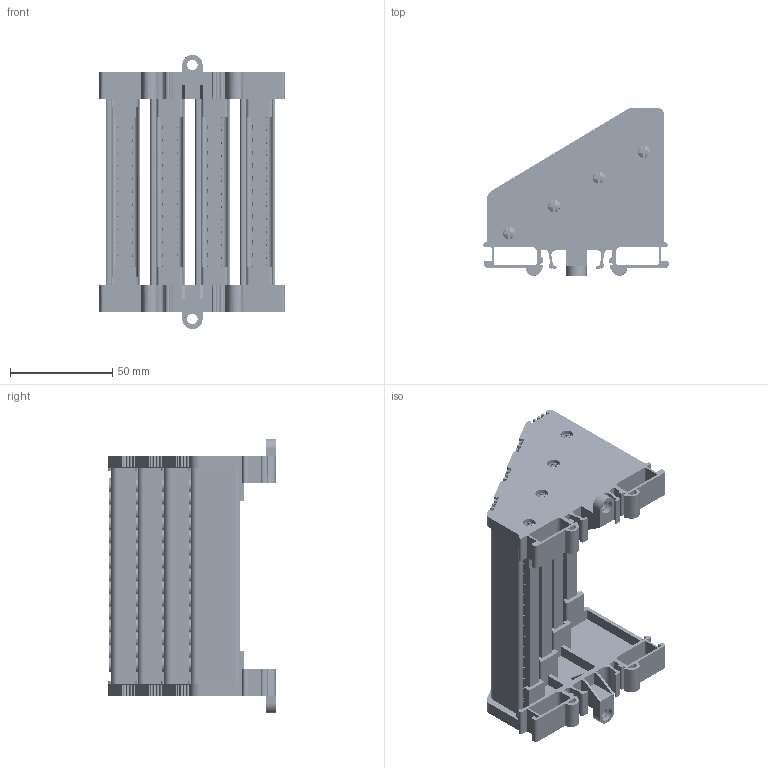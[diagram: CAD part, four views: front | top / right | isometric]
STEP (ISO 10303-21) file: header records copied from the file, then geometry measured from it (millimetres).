
FILE_DESCRIPTION (( 'STEP AP203' ), '1' );
FILE_NAME ('6,5x9 Dört Kutuplu Daðýtýcý Ünite - 15 Delikli ( Yüksek Tip).STEP', '2019-01-23T06:23:05', ( '' ), ( '' ), 'SwSTEP 2.0', 'SolidWorks 2011', '' );
FILE_SCHEMA (( 'CONFIG_CONTROL_DESIGN' ));
Products named in the file (1): 6,5x9 Dört Kutuplu Daðýtýcý Ünite - 15 Delikli ( Yüksek Tip)
Bounding box: 90.84 x 82.3 x 134.38 mm (x, y, z)
Volume: 127506.7 mm3; surface area: 116208.5 mm2
Topology: 1 solids, 11 shells, 4382 faces, 13423 edges, 9267 vertices
Faces by surface type: plane 2108, cylinder 1247, cone 872, torus 139, bspline 16
Entity records: 209778 total; most frequent: CARTESIAN_POINT 102400, ORIENTED_EDGE 26846, DIRECTION 15401, EDGE_CURVE 13423, VERTEX_POINT 9267, B_SPLINE_CURVE_WITH_KNOTS 7101, LINE 5977, VECTOR 5977
